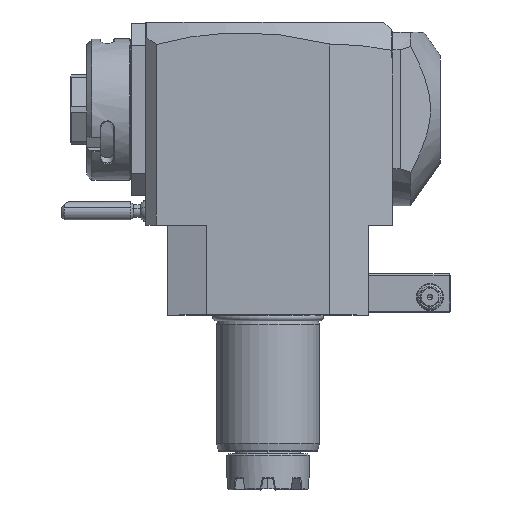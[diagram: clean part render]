
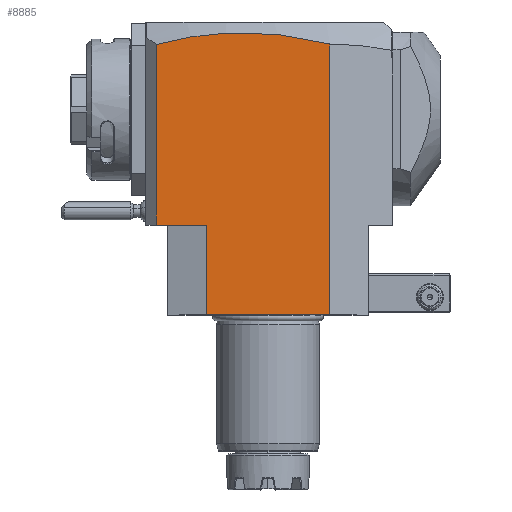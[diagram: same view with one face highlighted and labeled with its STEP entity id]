
A CAD part, top view. The second image highlights one B-rep face of the part: STEP entity #8885.
In plain terms, the highlighted planar face has unit normal (0, 0, 1).
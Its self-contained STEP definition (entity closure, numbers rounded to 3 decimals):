
#1=DIRECTION('',(-1.,0.,0.));
#2=VECTOR('',#1,48.);
#3=CARTESIAN_POINT('',(24.,0.,37.5));
#4=LINE('',#3,#2);
#43=DIRECTION('',(-1.,0.,0.));
#44=VECTOR('',#43,19.5);
#45=CARTESIAN_POINT('',(-24.,35.,37.5));
#46=LINE('',#45,#44);
#47=DIRECTION('',(0.,1.,0.));
#48=VECTOR('',#47,70.258);
#49=CARTESIAN_POINT('',(-43.5,35.,37.5));
#50=LINE('',#49,#48);
#51=CARTESIAN_POINT('',(24.,105.435,37.5));
#52=CARTESIAN_POINT('',(18.371,106.939,37.5));
#53=CARTESIAN_POINT('',(7.115,109.162,37.5));
#54=CARTESIAN_POINT('',(-9.762,110.233,37.5));
#55=CARTESIAN_POINT('',(-26.635,109.072,37.5));
#56=CARTESIAN_POINT('',(-37.879,106.791,37.5));
#57=CARTESIAN_POINT('',(-43.5,105.258,37.5));
#59=DIRECTION('',(0.,-1.,0.));
#60=VECTOR('',#59,105.435);
#61=CARTESIAN_POINT('',(24.,105.435,37.5));
#62=LINE('',#61,#60);
#5028=DIRECTION('',(0.,-1.,0.));
#5029=VECTOR('',#5028,35.);
#5030=CARTESIAN_POINT('',(-24.,35.,37.5));
#5031=LINE('',#5030,#5029);
#8250=VERTEX_POINT('',#51);
#8251=VERTEX_POINT('',#57);
#8553=CARTESIAN_POINT('',(-43.5,35.,37.5));
#8555=VERTEX_POINT('',#8553);
#8593=CARTESIAN_POINT('',(24.,0.,37.5));
#8594=CARTESIAN_POINT('',(-24.,0.,37.5));
#8595=VERTEX_POINT('',#8593);
#8596=VERTEX_POINT('',#8594);
#8827=CARTESIAN_POINT('',(-24.,35.,37.5));
#8828=VERTEX_POINT('',#8827);
#8867=CARTESIAN_POINT('',(-39.202,35.,37.5));
#8868=DIRECTION('',(0.,0.,1.));
#8869=DIRECTION('',(1.,0.,0.));
#8870=AXIS2_PLACEMENT_3D('',#8867,#8868,#8869);
#8871=PLANE('',#8870);
#8873=ORIENTED_EDGE('',*,*,#8872,.T.);
#8875=ORIENTED_EDGE('',*,*,#8874,.T.);
#8877=ORIENTED_EDGE('',*,*,#8876,.F.);
#8879=ORIENTED_EDGE('',*,*,#8878,.T.);
#8880=ORIENTED_EDGE('',*,*,#8836,.T.);
#8882=ORIENTED_EDGE('',*,*,#8881,.F.);
#8883=EDGE_LOOP('',(#8873,#8875,#8877,#8879,#8880,#8882));
#8884=FACE_OUTER_BOUND('',#8883,.F.);
#58=B_SPLINE_CURVE_WITH_KNOTS('',3,(#51,#52,#53,#54,#55,#56,#57),.UNSPECIFIED.,
.F.,.F.,(4,1,1,1,4),(0.,0.25,0.5,0.75,1.),.UNSPECIFIED.);
#8836=EDGE_CURVE('',#8595,#8596,#4,.T.);
#8872=EDGE_CURVE('',#8828,#8555,#46,.T.);
#8874=EDGE_CURVE('',#8555,#8251,#50,.T.);
#8876=EDGE_CURVE('',#8250,#8251,#58,.T.);
#8878=EDGE_CURVE('',#8250,#8595,#62,.T.);
#8881=EDGE_CURVE('',#8828,#8596,#5031,.T.);
#8885=ADVANCED_FACE('',(#8884),#8871,.T.);
